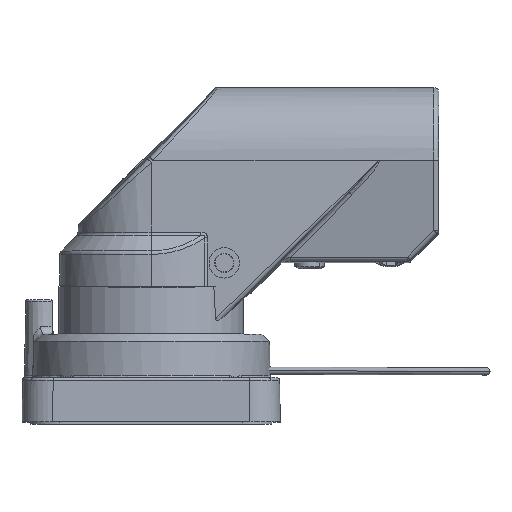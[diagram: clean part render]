
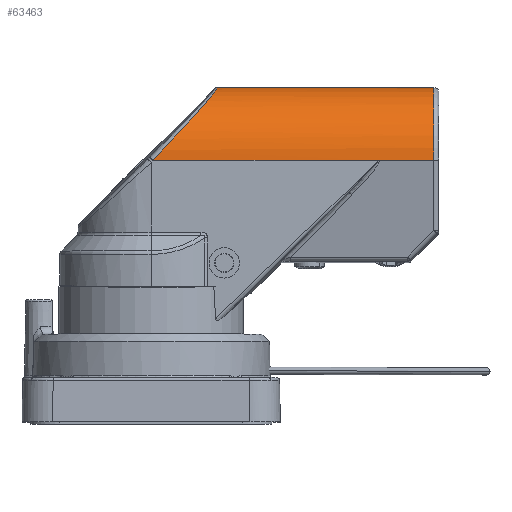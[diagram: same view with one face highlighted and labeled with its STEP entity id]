
A CAD part, top view. The second image highlights one B-rep face of the part: STEP entity #63463.
In plain terms, the highlighted cylindrical face has radius 30 mm (diameter 60 mm), a partial arc.
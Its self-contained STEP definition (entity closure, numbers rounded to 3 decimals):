
#1566 = CARTESIAN_POINT ( 'NONE',  ( 116., 52., 30. ) ) ;
#1614 = DIRECTION ( 'NONE',  ( 0., 0., 1. ) ) ;
#1615 = DIRECTION ( 'NONE',  ( -1., 0., 0. ) ) ;
#1616 = CARTESIAN_POINT ( 'NONE',  ( 116., 52., 0. ) ) ;
#1617 = AXIS2_PLACEMENT_3D ( 'NONE', #1616, #1615, #1614 ) ;
#1623 = CIRCLE ( 'NONE', #1617, 30. ) ;
#6591 = VERTEX_POINT ( 'NONE', #1566 ) ;
#6687 = ORIENTED_EDGE ( 'NONE', *, *, #6728, .T. ) ;
#6728 = EDGE_CURVE ( 'NONE', #6591, #57458, #1623, .T. ) ;
#10857 = CARTESIAN_POINT ( 'NONE',  ( 0.718, 52., 30. ) ) ;
#10979 = DIRECTION ( 'NONE',  ( -1., 0., 0. ) ) ;
#10980 = VECTOR ( 'NONE', #10979, 1000. ) ;
#10981 = CARTESIAN_POINT ( 'NONE',  ( 118., 52., 30. ) ) ;
#10987 = LINE ( 'NONE', #10981, #10980 ) ;
#11319 = CARTESIAN_POINT ( 'NONE',  ( 93.54, 52., 30. ) ) ;
#22772 = VERTEX_POINT ( 'NONE', #10857 ) ;
#22866 = EDGE_CURVE ( 'NONE', #23042, #22772, #10987, .T. ) ;
#23042 = VERTEX_POINT ( 'NONE', #11319 ) ;
#57458 = VERTEX_POINT ( 'NONE', #102758 ) ;
#57513 = ORIENTED_EDGE ( 'NONE', *, *, #64528, .T. ) ;
#58714 = EDGE_CURVE ( 'NONE', #58734, #58798, #102934, .T. ) ;
#58734 = VERTEX_POINT ( 'NONE', #102928 ) ;
#58798 = VERTEX_POINT ( 'NONE', #102989 ) ;
#63324 = ORIENTED_EDGE ( 'NONE', *, *, #63429, .F. ) ;
#63429 = EDGE_CURVE ( 'NONE', #6591, #23042, #103964, .T. ) ;
#63463 = ADVANCED_FACE ( 'NONE', ( #103955 ), #103954, .T. ) ;
#63479 = EDGE_LOOP ( 'NONE', ( #63324, #6687, #57513, #64218, #64394, #64148, #64028 ) ) ;
#63966 = EDGE_CURVE ( 'NONE', #63982, #22772, #104045, .T. ) ;
#63982 = VERTEX_POINT ( 'NONE', #104044 ) ;
#64028 = ORIENTED_EDGE ( 'NONE', *, *, #22866, .F. ) ;
#64148 = ORIENTED_EDGE ( 'NONE', *, *, #63966, .T. ) ;
#64218 = ORIENTED_EDGE ( 'NONE', *, *, #58714, .T. ) ;
#64220 = EDGE_CURVE ( 'NONE', #58798, #63982, #104071, .T. ) ;
#64394 = ORIENTED_EDGE ( 'NONE', *, *, #64220, .T. ) ;
#64528 = EDGE_CURVE ( 'NONE', #57458, #58734, #104059, .T. ) ;
#102758 = CARTESIAN_POINT ( 'NONE',  ( 116., 52., -30. ) ) ;
#102928 = CARTESIAN_POINT ( 'NONE',  ( 93.424, 52., -30. ) ) ;
#102931 = DIRECTION ( 'NONE',  ( -1., 0., 0. ) ) ;
#102932 = VECTOR ( 'NONE', #102931, 1000. ) ;
#102933 = CARTESIAN_POINT ( 'NONE',  ( 118., 52., -30. ) ) ;
#102934 = LINE ( 'NONE', #102933, #102932 ) ;
#102989 = CARTESIAN_POINT ( 'NONE',  ( 0.718, 52., -30. ) ) ;
#103948 = DIRECTION ( 'NONE',  ( 0., 0., 1. ) ) ;
#103949 = DIRECTION ( 'NONE',  ( -1., 0., 0. ) ) ;
#103950 = CARTESIAN_POINT ( 'NONE',  ( 118., 52., 0. ) ) ;
#103951 = AXIS2_PLACEMENT_3D ( 'NONE', #103950, #103949, #103948 ) ;
#103954 = CYLINDRICAL_SURFACE ( 'NONE', #103951, 30. ) ;
#103955 = FACE_OUTER_BOUND ( 'NONE', #63479, .T. ) ;
#103961 = DIRECTION ( 'NONE',  ( -1., 0., 0. ) ) ;
#103962 = VECTOR ( 'NONE', #103961, 1000. ) ;
#103963 = CARTESIAN_POINT ( 'NONE',  ( 118., 52., 30. ) ) ;
#103964 = LINE ( 'NONE', #103963, #103962 ) ;
#104039 = CARTESIAN_POINT ( 'NONE',  ( 0.718, 52., 30. ) ) ;
#104040 = CARTESIAN_POINT ( 'NONE',  ( 17.12, 69.574, 30. ) ) ;
#104041 = CARTESIAN_POINT ( 'NONE',  ( 28.145, 82., 17.574 ) ) ;
#104042 = CARTESIAN_POINT ( 'NONE',  ( 27.335, 82., 0. ) ) ;
#104044 = CARTESIAN_POINT ( 'NONE',  ( 27.335, 82., 0. ) ) ;
#104045 =( BOUNDED_CURVE ( )  B_SPLINE_CURVE ( 3, ( #104042, #104041, #104040, #104039 ),
 .UNSPECIFIED., .F., .F. ) 
 B_SPLINE_CURVE_WITH_KNOTS ( ( 4, 4 ),
 ( 3.092, 4.663 ),
 .UNSPECIFIED. ) 
 CURVE ( )  GEOMETRIC_REPRESENTATION_ITEM ( )  RATIONAL_B_SPLINE_CURVE ( ( 1., 0.805, 0.805, 1. ) ) 
 REPRESENTATION_ITEM ( '' )  );
#104056 = DIRECTION ( 'NONE',  ( -1., 0., 0. ) ) ;
#104057 = VECTOR ( 'NONE', #104056, 1000. ) ;
#104058 = CARTESIAN_POINT ( 'NONE',  ( 118., 52., -30. ) ) ;
#104059 = LINE ( 'NONE', #104058, #104057 ) ;
#104065 = CARTESIAN_POINT ( 'NONE',  ( 27.335, 82., 0. ) ) ;
#104067 = CARTESIAN_POINT ( 'NONE',  ( 28.145, 82., -17.574 ) ) ;
#104068 = CARTESIAN_POINT ( 'NONE',  ( 17.12, 69.574, -30. ) ) ;
#104069 = CARTESIAN_POINT ( 'NONE',  ( 0.718, 52., -30. ) ) ;
#104071 =( BOUNDED_CURVE ( )  B_SPLINE_CURVE ( 3, ( #104069, #104068, #104067, #104065 ),
 .UNSPECIFIED., .F., .T. ) 
 B_SPLINE_CURVE_WITH_KNOTS ( ( 4, 4 ),
 ( 1.62, 3.191 ),
 .UNSPECIFIED. ) 
 CURVE ( )  GEOMETRIC_REPRESENTATION_ITEM ( )  RATIONAL_B_SPLINE_CURVE ( ( 1., 0.805, 0.805, 1. ) ) 
 REPRESENTATION_ITEM ( '' )  );
